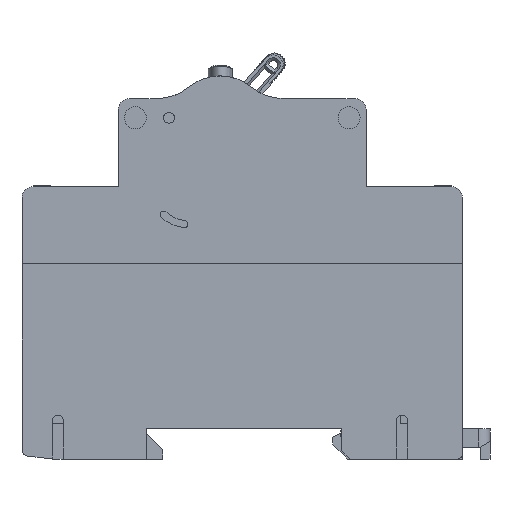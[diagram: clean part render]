
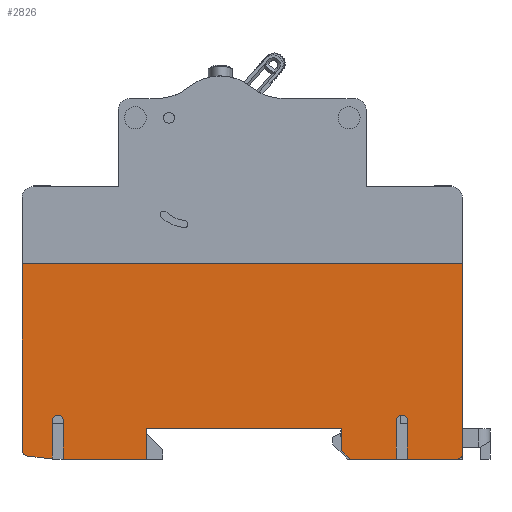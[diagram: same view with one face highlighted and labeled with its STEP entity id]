
A CAD part, front view. The second image highlights one B-rep face of the part: STEP entity #2826.
In plain terms, the highlighted planar face has unit normal (0, -1, 0).
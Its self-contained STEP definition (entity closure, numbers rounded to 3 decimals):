
#1801=CIRCLE('',#31966,1.);
#1802=CIRCLE('',#31967,1.);
#1803=CIRCLE('',#31968,1.);
#1804=CIRCLE('',#31969,1.);
#2826=ADVANCED_FACE('',(#4723),#3757,.T.);
#3757=PLANE('',#31970);
#4723=FACE_OUTER_BOUND('',#5970,.T.);
#5970=EDGE_LOOP('',(#11074,#11075,#11076,#11077,#11078,#11079,#11080,#11081,
#11082,#11083,#11084,#11085,#11086,#11087,#11088,#11089,#11090,#11091,#11092));
#11074=ORIENTED_EDGE('',*,*,#20823,.F.);
#11075=ORIENTED_EDGE('',*,*,#20824,.T.);
#11076=ORIENTED_EDGE('',*,*,#20825,.T.);
#11077=ORIENTED_EDGE('',*,*,#20267,.T.);
#11078=ORIENTED_EDGE('',*,*,#20826,.T.);
#11079=ORIENTED_EDGE('',*,*,#20827,.T.);
#11080=ORIENTED_EDGE('',*,*,#20828,.T.);
#11081=ORIENTED_EDGE('',*,*,#20829,.F.);
#11082=ORIENTED_EDGE('',*,*,#20830,.F.);
#11083=ORIENTED_EDGE('',*,*,#20831,.F.);
#11084=ORIENTED_EDGE('',*,*,#20832,.F.);
#11085=ORIENTED_EDGE('',*,*,#20833,.T.);
#11086=ORIENTED_EDGE('',*,*,#20834,.F.);
#11087=ORIENTED_EDGE('',*,*,#20835,.F.);
#11088=ORIENTED_EDGE('',*,*,#20836,.F.);
#11089=ORIENTED_EDGE('',*,*,#20837,.T.);
#11090=ORIENTED_EDGE('',*,*,#20838,.T.);
#11091=ORIENTED_EDGE('',*,*,#20839,.F.);
#11092=ORIENTED_EDGE('',*,*,#20840,.F.);
#15823=VERTEX_POINT('',#48622);
#15824=VERTEX_POINT('',#48623);
#16214=VERTEX_POINT('',#49714);
#16215=VERTEX_POINT('',#49715);
#16216=VERTEX_POINT('',#49717);
#16217=VERTEX_POINT('',#49720);
#16218=VERTEX_POINT('',#49722);
#16219=VERTEX_POINT('',#49724);
#16220=VERTEX_POINT('',#49726);
#16221=VERTEX_POINT('',#49728);
#16222=VERTEX_POINT('',#49730);
#16223=VERTEX_POINT('',#49732);
#16224=VERTEX_POINT('',#49734);
#16225=VERTEX_POINT('',#49736);
#16226=VERTEX_POINT('',#49738);
#16227=VERTEX_POINT('',#49740);
#16228=VERTEX_POINT('',#49742);
#16229=VERTEX_POINT('',#49744);
#16230=VERTEX_POINT('',#49746);
#20267=EDGE_CURVE('',#15823,#15824,#24595,.T.);
#20823=EDGE_CURVE('',#16214,#16215,#25099,.T.);
#20824=EDGE_CURVE('',#16214,#16216,#25100,.T.);
#20825=EDGE_CURVE('',#16216,#15823,#1801,.T.);
#20826=EDGE_CURVE('',#15824,#16217,#25101,.T.);
#20827=EDGE_CURVE('',#16217,#16218,#25102,.T.);
#20828=EDGE_CURVE('',#16218,#16219,#1802,.T.);
#20829=EDGE_CURVE('',#16220,#16219,#25103,.T.);
#20830=EDGE_CURVE('',#16221,#16220,#25104,.T.);
#20831=EDGE_CURVE('',#16222,#16221,#1803,.T.);
#20832=EDGE_CURVE('',#16223,#16222,#25105,.T.);
#20833=EDGE_CURVE('',#16223,#16224,#25106,.T.);
#20834=EDGE_CURVE('',#16225,#16224,#25107,.T.);
#20835=EDGE_CURVE('',#16226,#16225,#25108,.T.);
#20836=EDGE_CURVE('',#16227,#16226,#25109,.T.);
#20837=EDGE_CURVE('',#16227,#16228,#25110,.T.);
#20838=EDGE_CURVE('',#16228,#16229,#25111,.T.);
#20839=EDGE_CURVE('',#16230,#16229,#25112,.T.);
#20840=EDGE_CURVE('',#16215,#16230,#1804,.T.);
#24595=LINE('',#48621,#28506);
#25099=LINE('',#49713,#29010);
#25100=LINE('',#49716,#29011);
#25101=LINE('',#49719,#29012);
#25102=LINE('',#49721,#29013);
#25103=LINE('',#49725,#29014);
#25104=LINE('',#49727,#29015);
#25105=LINE('',#49731,#29016);
#25106=LINE('',#49733,#29017);
#25107=LINE('',#49735,#29018);
#25108=LINE('',#49737,#29019);
#25109=LINE('',#49739,#29020);
#25110=LINE('',#49741,#29021);
#25111=LINE('',#49743,#29022);
#25112=LINE('',#49745,#29023);
#28506=VECTOR('',#36844,1.);
#29010=VECTOR('',#37742,1.);
#29011=VECTOR('',#37743,1.);
#29012=VECTOR('',#37746,1.);
#29013=VECTOR('',#37747,1.);
#29014=VECTOR('',#37750,1.);
#29015=VECTOR('',#37751,1.);
#29016=VECTOR('',#37754,1.);
#29017=VECTOR('',#37755,1.);
#29018=VECTOR('',#37756,1.);
#29019=VECTOR('',#37757,1.);
#29020=VECTOR('',#37758,1.);
#29021=VECTOR('',#37759,1.);
#29022=VECTOR('',#37760,1.);
#29023=VECTOR('',#37761,1.);
#31966=AXIS2_PLACEMENT_3D('',#49718,#37744,#37745);
#31967=AXIS2_PLACEMENT_3D('',#49723,#37748,#37749);
#31968=AXIS2_PLACEMENT_3D('',#49729,#37752,#37753);
#31969=AXIS2_PLACEMENT_3D('',#49747,#37762,#37763);
#31970=AXIS2_PLACEMENT_3D('',#49748,#37764,#37765);
#36844=DIRECTION('',(0.,0.,1.));
#37742=DIRECTION('',(0.,0.,1.));
#37743=DIRECTION('',(1.,0.,0.));
#37744=DIRECTION('',(0.,-1.,0.));
#37745=DIRECTION('',(1.,0.,0.));
#37746=DIRECTION('',(-1.,0.,0.));
#37747=DIRECTION('',(0.,0.,-1.));
#37748=DIRECTION('',(0.,-1.,0.));
#37749=DIRECTION('',(1.,0.,0.));
#37750=DIRECTION('',(-0.993,0.,0.122));
#37751=DIRECTION('',(0.,0.,-1.));
#37752=DIRECTION('',(0.,-1.,0.));
#37753=DIRECTION('',(1.,0.,0.));
#37754=DIRECTION('',(0.,0.,1.));
#37755=DIRECTION('',(1.,0.,0.));
#37756=DIRECTION('',(0.,0.,-1.));
#37757=DIRECTION('',(-1.,0.,0.));
#37758=DIRECTION('',(0.,0.,1.));
#37759=DIRECTION('',(0.707,0.,-0.707));
#37760=DIRECTION('',(1.,0.,0.));
#37761=DIRECTION('',(0.,0.,-1.));
#37762=DIRECTION('',(0.,-1.,0.));
#37763=DIRECTION('',(1.,0.,0.));
#37764=DIRECTION('',(0.,-1.,0.));
#37765=DIRECTION('',(-1.,0.,0.));
#48621=CARTESIAN_POINT('',(49.613,-68.864,5.939));
#48622=CARTESIAN_POINT('',(49.613,-68.864,-28.561));
#48623=CARTESIAN_POINT('',(49.613,-68.864,5.939));
#49713=CARTESIAN_POINT('',(39.613,-68.864,-22.561));
#49714=CARTESIAN_POINT('',(39.613,-68.864,-29.561));
#49715=CARTESIAN_POINT('',(39.613,-68.864,-22.561));
#49716=CARTESIAN_POINT('',(-30.387,-68.864,-29.561));
#49717=CARTESIAN_POINT('',(48.613,-68.864,-29.561));
#49718=CARTESIAN_POINT('',(48.613,-68.864,-28.561));
#49719=CARTESIAN_POINT('',(-30.387,-68.864,5.939));
#49720=CARTESIAN_POINT('',(-30.387,-68.864,5.939));
#49721=CARTESIAN_POINT('',(-30.387,-68.864,5.939));
#49722=CARTESIAN_POINT('',(-30.387,-68.864,-27.976));
#49723=CARTESIAN_POINT('',(-29.387,-68.864,-27.976));
#49724=CARTESIAN_POINT('',(-29.509,-68.864,-28.969));
#49725=CARTESIAN_POINT('',(-30.387,-68.864,-28.861));
#49726=CARTESIAN_POINT('',(-24.887,-68.864,-29.536));
#49727=CARTESIAN_POINT('',(-24.887,-68.864,-29.536));
#49728=CARTESIAN_POINT('',(-24.887,-68.864,-22.561));
#49729=CARTESIAN_POINT('',(-23.887,-68.864,-22.561));
#49730=CARTESIAN_POINT('',(-22.887,-68.864,-22.561));
#49731=CARTESIAN_POINT('',(-22.887,-68.864,-22.561));
#49732=CARTESIAN_POINT('',(-22.887,-68.864,-29.561));
#49733=CARTESIAN_POINT('',(-30.387,-68.864,-29.561));
#49734=CARTESIAN_POINT('',(-7.787,-68.864,-29.561));
#49735=CARTESIAN_POINT('',(-7.787,-68.864,-24.061));
#49736=CARTESIAN_POINT('',(-7.787,-68.864,-24.061));
#49737=CARTESIAN_POINT('',(-7.787,-68.864,-24.061));
#49738=CARTESIAN_POINT('',(27.713,-68.864,-24.061));
#49739=CARTESIAN_POINT('',(27.713,-68.864,-24.061));
#49740=CARTESIAN_POINT('',(27.713,-68.864,-28.061));
#49741=CARTESIAN_POINT('',(-0.587,-68.864,0.239));
#49742=CARTESIAN_POINT('',(29.213,-68.864,-29.561));
#49743=CARTESIAN_POINT('',(-30.387,-68.864,-29.561));
#49744=CARTESIAN_POINT('',(37.613,-68.864,-29.561));
#49745=CARTESIAN_POINT('',(37.613,-68.864,-29.561));
#49746=CARTESIAN_POINT('',(37.613,-68.864,-22.561));
#49747=CARTESIAN_POINT('',(38.613,-68.864,-22.561));
#49748=CARTESIAN_POINT('',(-30.387,-68.864,-29.561));
